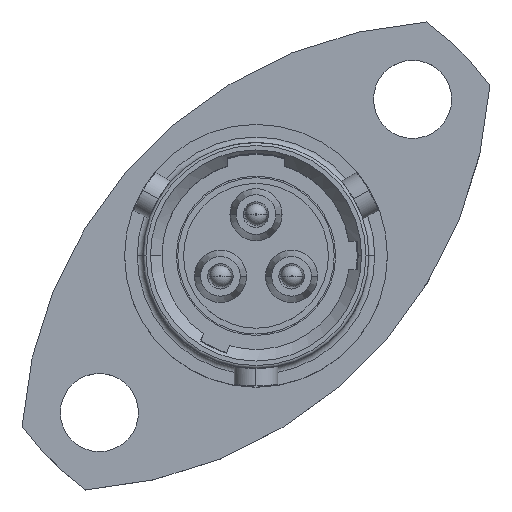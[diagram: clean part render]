
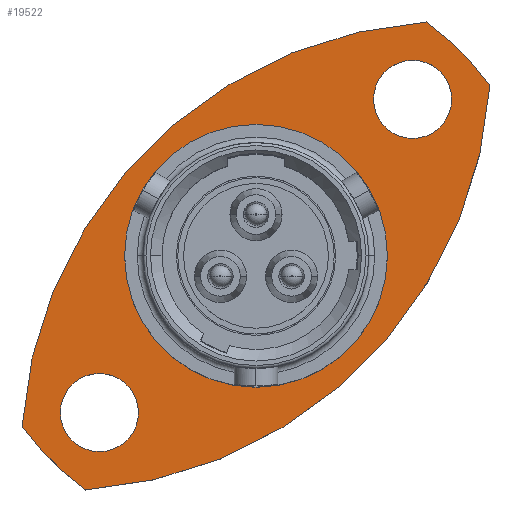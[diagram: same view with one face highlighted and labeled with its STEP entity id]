
A CAD part, top view. The second image highlights one B-rep face of the part: STEP entity #19522.
In plain terms, the highlighted planar face has unit normal (0, 0, 1).
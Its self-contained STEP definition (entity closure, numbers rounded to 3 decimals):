
#70 = EDGE_LOOP ( 'NONE', ( #7857, #583 ) ) ;
#385 = CIRCLE ( 'NONE', #6511, 15. ) ;
#391 = CARTESIAN_POINT ( 'NONE',  ( -5.892, -8.08, 9.2 ) ) ;
#583 = ORIENTED_EDGE ( 'NONE', *, *, #21842, .F. ) ;
#644 = CIRCLE ( 'NONE', #21336, 15. ) ;
#684 = EDGE_CURVE ( 'NONE', #6988, #9336, #12253, .T. ) ;
#968 = FACE_BOUND ( 'NONE', #11966, .T. ) ;
#1000 = CIRCLE ( 'NONE', #14020, 4.537 ) ;
#1342 = DIRECTION ( 'NONE',  ( 0., 0., -1. ) ) ;
#1425 = AXIS2_PLACEMENT_3D ( 'NONE', #7605, #19395, #21071 ) ;
#1497 = EDGE_CURVE ( 'NONE', #19676, #20911, #14907, .T. ) ;
#1895 = DIRECTION ( 'NONE',  ( 0., 0., -1. ) ) ;
#2175 = DIRECTION ( 'NONE',  ( 0., 0., -1. ) ) ;
#2609 = PLANE ( 'NONE',  #9056 ) ;
#3438 = AXIS2_PLACEMENT_3D ( 'NONE', #18961, #8767, #20657 ) ;
#3503 = DIRECTION ( 'NONE',  ( 0., 0., 1. ) ) ;
#3558 = ORIENTED_EDGE ( 'NONE', *, *, #13020, .F. ) ;
#3891 = ORIENTED_EDGE ( 'NONE', *, *, #1497, .F. ) ;
#3928 = EDGE_CURVE ( 'NONE', #10321, #8647, #14973, .T. ) ;
#4465 = CARTESIAN_POINT ( 'NONE',  ( 5.892, 8.08, 9.2 ) ) ;
#4727 = VERTEX_POINT ( 'NONE', #6205 ) ;
#5308 = AXIS2_PLACEMENT_3D ( 'NONE', #6183, #19614, #19536 ) ;
#5683 = CARTESIAN_POINT ( 'NONE',  ( -4.059, -5.409, 9.2 ) ) ;
#5919 = CARTESIAN_POINT ( 'NONE',  ( 6.759, 5.409, 9.2 ) ) ;
#6179 = VERTEX_POINT ( 'NONE', #4465 ) ;
#6183 = CARTESIAN_POINT ( 'NONE',  ( 0., 0., 9.2 ) ) ;
#6205 = CARTESIAN_POINT ( 'NONE',  ( 8.08, 5.892, 9.2 ) ) ;
#6511 = AXIS2_PLACEMENT_3D ( 'NONE', #15507, #1895, #20576 ) ;
#6768 = CARTESIAN_POINT ( 'NONE',  ( -5.409, -5.409, 9.2 ) ) ;
#6810 = CARTESIAN_POINT ( 'NONE',  ( 5.409, 5.409, 9.2 ) ) ;
#6988 = VERTEX_POINT ( 'NONE', #5683 ) ;
#7166 = EDGE_LOOP ( 'NONE', ( #3558, #3891 ) ) ;
#7329 = DIRECTION ( 'NONE',  ( 1., 0., 0. ) ) ;
#7514 = AXIS2_PLACEMENT_3D ( 'NONE', #6810, #18731, #10319 ) ;
#7536 = ORIENTED_EDGE ( 'NONE', *, *, #10458, .F. ) ;
#7605 = CARTESIAN_POINT ( 'NONE',  ( -5.409, -5.409, 9.2 ) ) ;
#7831 = DIRECTION ( 'NONE',  ( 0., 0., 1. ) ) ;
#7857 = ORIENTED_EDGE ( 'NONE', *, *, #684, .F. ) ;
#8647 = VERTEX_POINT ( 'NONE', #17747 ) ;
#8767 = DIRECTION ( 'NONE',  ( 0., 0., -1. ) ) ;
#8916 = VERTEX_POINT ( 'NONE', #18582 ) ;
#9056 = AXIS2_PLACEMENT_3D ( 'NONE', #13062, #7831, #12924 ) ;
#9336 = VERTEX_POINT ( 'NONE', #13757 ) ;
#9339 = EDGE_CURVE ( 'NONE', #8916, #20585, #17073, .T. ) ;
#9486 = DIRECTION ( 'NONE',  ( 0., 0., -1. ) ) ;
#9989 = DIRECTION ( 'NONE',  ( 0., 0., 1. ) ) ;
#10065 = FACE_OUTER_BOUND ( 'NONE', #13747, .T. ) ;
#10319 = DIRECTION ( 'NONE',  ( 1., 0., 0. ) ) ;
#10321 = VERTEX_POINT ( 'NONE', #391 ) ;
#10458 = EDGE_CURVE ( 'NONE', #6179, #4727, #19309, .T. ) ;
#11966 = EDGE_LOOP ( 'NONE', ( #12894, #19084 ) ) ;
#12253 = CIRCLE ( 'NONE', #16261, 1.35 ) ;
#12894 = ORIENTED_EDGE ( 'NONE', *, *, #15333, .T. ) ;
#12924 = DIRECTION ( 'NONE',  ( 1., 0., 0. ) ) ;
#13009 = CIRCLE ( 'NONE', #1425, 1.35 ) ;
#13020 = EDGE_CURVE ( 'NONE', #20911, #19676, #19094, .T. ) ;
#13062 = CARTESIAN_POINT ( 'NONE',  ( 0., 10., 9.2 ) ) ;
#13648 = CARTESIAN_POINT ( 'NONE',  ( 4.059, 5.409, 9.2 ) ) ;
#13747 = EDGE_LOOP ( 'NONE', ( #19633, #7536, #17480, #19837 ) ) ;
#13757 = CARTESIAN_POINT ( 'NONE',  ( -6.759, -5.409, 9.2 ) ) ;
#13759 = CARTESIAN_POINT ( 'NONE',  ( 5.409, 5.409, 9.2 ) ) ;
#14020 = AXIS2_PLACEMENT_3D ( 'NONE', #21668, #1342, #21587 ) ;
#14025 = AXIS2_PLACEMENT_3D ( 'NONE', #13759, #3503, #7329 ) ;
#14109 = DIRECTION ( 'NONE',  ( 1., 0., 0. ) ) ;
#14907 = CIRCLE ( 'NONE', #7514, 1.35 ) ;
#14973 = CIRCLE ( 'NONE', #5308, 10. ) ;
#15318 = DIRECTION ( 'NONE',  ( 1., 0., 0. ) ) ;
#15333 = EDGE_CURVE ( 'NONE', #20585, #8916, #1000, .T. ) ;
#15507 = CARTESIAN_POINT ( 'NONE',  ( -6.887, 6.887, 9.2 ) ) ;
#15721 = CARTESIAN_POINT ( 'NONE',  ( 6.887, -6.887, 9.2 ) ) ;
#15778 = AXIS2_PLACEMENT_3D ( 'NONE', #18186, #9486, #21300 ) ;
#15868 = FACE_BOUND ( 'NONE', #70, .T. ) ;
#16261 = AXIS2_PLACEMENT_3D ( 'NONE', #6768, #9989, #15318 ) ;
#17073 = CIRCLE ( 'NONE', #3438, 4.537 ) ;
#17480 = ORIENTED_EDGE ( 'NONE', *, *, #17975, .F. ) ;
#17747 = CARTESIAN_POINT ( 'NONE',  ( -8.08, -5.892, 9.2 ) ) ;
#17872 = EDGE_CURVE ( 'NONE', #4727, #10321, #385, .T. ) ;
#17975 = EDGE_CURVE ( 'NONE', #8647, #6179, #644, .T. ) ;
#18186 = CARTESIAN_POINT ( 'NONE',  ( 0., 0., 9.2 ) ) ;
#18556 = CARTESIAN_POINT ( 'NONE',  ( -4.537, 0., 9.2 ) ) ;
#18582 = CARTESIAN_POINT ( 'NONE',  ( 4.537, 0., 9.2 ) ) ;
#18731 = DIRECTION ( 'NONE',  ( 0., 0., 1. ) ) ;
#18961 = CARTESIAN_POINT ( 'NONE',  ( 0., 0., 9.2 ) ) ;
#19084 = ORIENTED_EDGE ( 'NONE', *, *, #9339, .T. ) ;
#19094 = CIRCLE ( 'NONE', #14025, 1.35 ) ;
#19309 = CIRCLE ( 'NONE', #15778, 10. ) ;
#19395 = DIRECTION ( 'NONE',  ( 0., 0., 1. ) ) ;
#19522 = ADVANCED_FACE ( 'NONE', ( #15868, #20135, #10065, #968 ), #2609, .T. ) ;
#19536 = DIRECTION ( 'NONE',  ( -1., 0., 0. ) ) ;
#19614 = DIRECTION ( 'NONE',  ( 0., 0., -1. ) ) ;
#19633 = ORIENTED_EDGE ( 'NONE', *, *, #17872, .F. ) ;
#19676 = VERTEX_POINT ( 'NONE', #13648 ) ;
#19837 = ORIENTED_EDGE ( 'NONE', *, *, #3928, .F. ) ;
#20135 = FACE_BOUND ( 'NONE', #7166, .T. ) ;
#20576 = DIRECTION ( 'NONE',  ( 1., 0., 0. ) ) ;
#20585 = VERTEX_POINT ( 'NONE', #18556 ) ;
#20657 = DIRECTION ( 'NONE',  ( -1., 0., 0. ) ) ;
#20911 = VERTEX_POINT ( 'NONE', #5919 ) ;
#21071 = DIRECTION ( 'NONE',  ( 1., 0., 0. ) ) ;
#21300 = DIRECTION ( 'NONE',  ( -1., 0., 0. ) ) ;
#21336 = AXIS2_PLACEMENT_3D ( 'NONE', #15721, #2175, #14109 ) ;
#21587 = DIRECTION ( 'NONE',  ( -1., 0., 0. ) ) ;
#21668 = CARTESIAN_POINT ( 'NONE',  ( 0., 0., 9.2 ) ) ;
#21842 = EDGE_CURVE ( 'NONE', #9336, #6988, #13009, .T. ) ;
